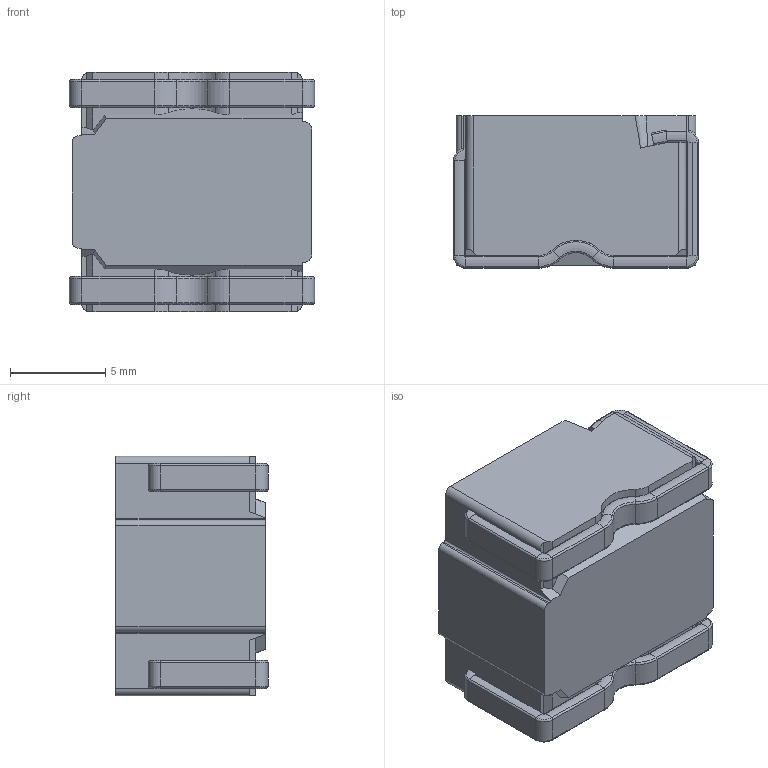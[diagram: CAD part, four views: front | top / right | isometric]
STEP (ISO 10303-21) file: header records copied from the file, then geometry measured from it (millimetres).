
FILE_DESCRIPTION (( 'STEP AP214' ), '1' );
FILE_NAME ('ETQP8M3R3JFA.STEP', '2024-01-15T06:48:02', ( '' ), ( '' ), 'SwSTEP 2.0', 'SolidWorks 2022', '' );
FILE_SCHEMA (( 'AUTOMOTIVE_DESIGN' ));
Length unit declared in the file: millimetre
Products named in the file (1): ETQP8M3R3JFA
Bounding box: 12.9 x 8 x 12.6 mm (x, y, z)
Volume: 1194.6 mm3; surface area: 898.2 mm2
Topology: 3 solids, 3 shells, 268 faces, 610 edges, 332 vertices
Faces by surface type: cylinder 118, torus 84, plane 64, bspline 2
Entity records: 10356 total; most frequent: DIRECTION 1392, CARTESIAN_POINT 1367, ORIENTED_EDGE 1188, EDGE_CURVE 594, AXIS2_PLACEMENT_3D 563, VERTEX_POINT 332, CIRCLE 296, UNCERTAINTY_MEASURE_WITH_UNIT 273
